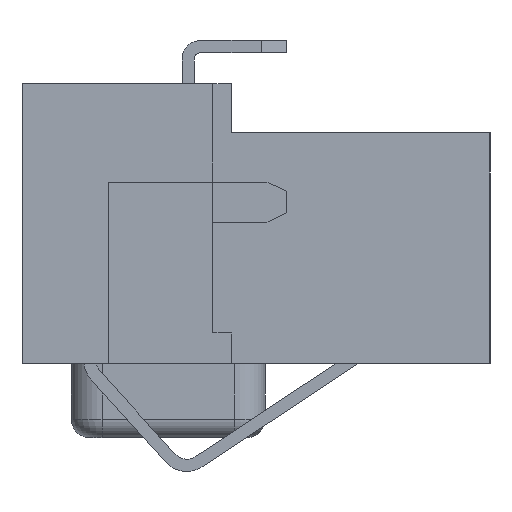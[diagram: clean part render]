
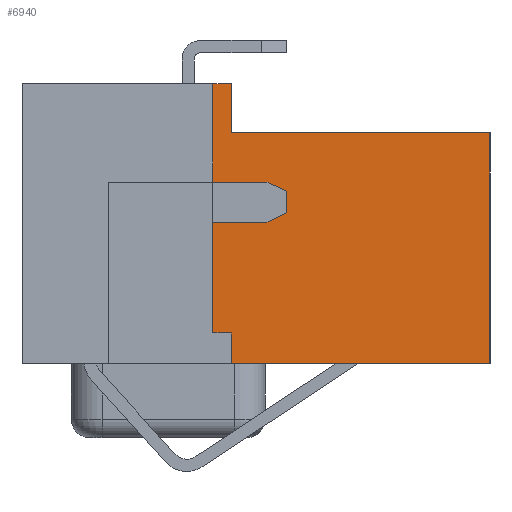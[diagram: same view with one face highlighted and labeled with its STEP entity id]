
A CAD part, left-side view. The second image highlights one B-rep face of the part: STEP entity #6940.
In plain terms, the highlighted planar face has unit normal (-1, 0, 0).
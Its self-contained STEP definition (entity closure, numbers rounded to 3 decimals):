
#3740=CARTESIAN_POINT('',(-17.71,0.65,-2.275));
#3750=VERTEX_POINT('',#3740);
#3900=CARTESIAN_POINT('',(-17.71,0.65,-1.775));
#3910=VERTEX_POINT('',#3900);
#3940=CARTESIAN_POINT('',(-17.71,0.65,0.));
#3950=DIRECTION('',(0.,0.,1.));
#3960=VECTOR('',#3950,1.);
#3970=LINE('',#3940,#3960);
#3980=EDGE_CURVE('',#3750,#3910,#3970,.T.);
#6320=CARTESIAN_POINT('',(-17.71,0.,0.));
#6330=DIRECTION('',(1.,-0.,0.));
#6340=DIRECTION('',(0.,0.,-1.));
#6350=AXIS2_PLACEMENT_3D('',#6320,#6330,#6340);
#6360=PLANE('',#6350);
#6370=CARTESIAN_POINT('',(-17.71,0.95,-1.775));
#6380=DIRECTION('',(0.,-1.,-0.));
#6390=VECTOR('',#6380,1000.);
#6400=LINE('',#6370,#6390);
#6410=CARTESIAN_POINT('',(-17.71,0.95,-1.775));
#6420=VERTEX_POINT('',#6410);
#6430=EDGE_CURVE('',#6420,#3910,#6400,.T.);
#6440=ORIENTED_EDGE('',*,*,#6430,.T.);
#6450=CARTESIAN_POINT('',(-17.71,0.95,0.725));
#6460=DIRECTION('',(-0.,-0.,1.));
#6470=VECTOR('',#6460,1000.);
#6480=LINE('',#6450,#6470);
#6490=CARTESIAN_POINT('',(-17.71,0.95,2.275));
#6500=VERTEX_POINT('',#6490);
#6510=EDGE_CURVE('',#6420,#6500,#6480,.T.);
#6520=ORIENTED_EDGE('',*,*,#6510,.F.);
#6530=CARTESIAN_POINT('',(-17.71,4.05,2.275));
#6540=DIRECTION('',(-0.,1.,-0.));
#6550=VECTOR('',#6540,1000.);
#6560=LINE('',#6530,#6550);
#6570=CARTESIAN_POINT('',(-17.71,0.65,2.275));
#6580=VERTEX_POINT('',#6570);
#6590=EDGE_CURVE('',#6580,#6500,#6560,.T.);
#6600=ORIENTED_EDGE('',*,*,#6590,.T.);
#6610=CARTESIAN_POINT('',(-17.71,0.65,1.475));
#6620=DIRECTION('',(0.,0.,1.));
#6630=VECTOR('',#6620,1000.);
#6640=LINE('',#6610,#6630);
#6650=CARTESIAN_POINT('',(-17.71,0.65,1.475));
#6660=VERTEX_POINT('',#6650);
#6670=EDGE_CURVE('',#6660,#6580,#6640,.T.);
#6680=ORIENTED_EDGE('',*,*,#6670,.T.);
#6690=CARTESIAN_POINT('',(-17.71,0.,1.475));
#6700=DIRECTION('',(0.,1.,0.));
#6710=VECTOR('',#6700,1.);
#6720=LINE('',#6690,#6710);
#6730=CARTESIAN_POINT('',(-17.71,-3.55,1.475));
#6740=VERTEX_POINT('',#6730);
#6750=EDGE_CURVE('',#6740,#6660,#6720,.T.);
#6760=ORIENTED_EDGE('',*,*,#6750,.T.);
#6770=CARTESIAN_POINT('',(-17.71,-3.55,0.));
#6780=DIRECTION('',(0.,0.,1.));
#6790=VECTOR('',#6780,1.);
#6800=LINE('',#6770,#6790);
#6810=CARTESIAN_POINT('',(-17.71,-3.55,-2.275));
#6820=VERTEX_POINT('',#6810);
#6830=EDGE_CURVE('',#6820,#6740,#6800,.T.);
#6840=ORIENTED_EDGE('',*,*,#6830,.T.);
#6850=CARTESIAN_POINT('',(-17.71,0.,-2.275));
#6860=DIRECTION('',(-0.,-1.,0.));
#6870=VECTOR('',#6860,1.);
#6880=LINE('',#6850,#6870);
#6890=EDGE_CURVE('',#3750,#6820,#6880,.T.);
#6900=ORIENTED_EDGE('',*,*,#6890,.T.);
#6910=ORIENTED_EDGE('',*,*,#3980,.F.);
#6920=EDGE_LOOP('',(#6910,#6900,#6840,#6760,#6680,#6600,#6520,#6440));
#6930=FACE_OUTER_BOUND('',#6920,.T.);
#6940=ADVANCED_FACE('',(#6930),#6360,.F.);
